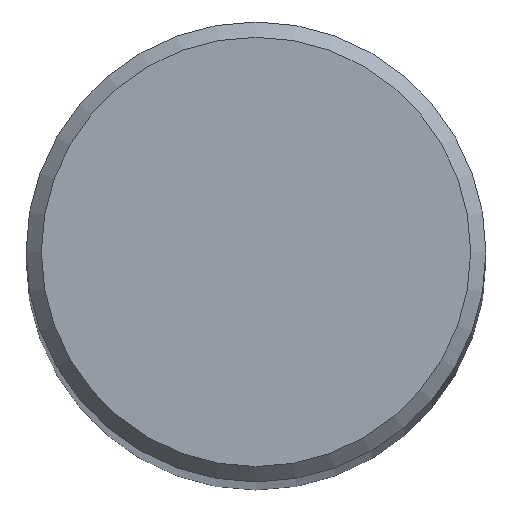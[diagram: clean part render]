
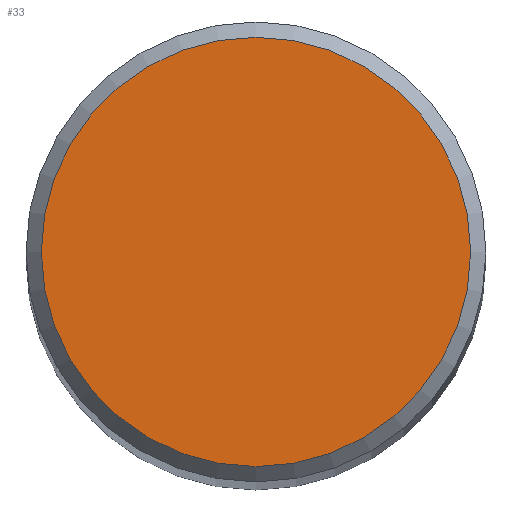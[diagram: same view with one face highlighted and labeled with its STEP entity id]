
A CAD part, top view. The second image highlights one B-rep face of the part: STEP entity #33.
In plain terms, the highlighted planar face has unit normal (0, 0, 1).
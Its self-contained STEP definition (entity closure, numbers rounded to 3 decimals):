
#29 = CARTESIAN_POINT ( 'NONE',  ( 0., 0., 38. ) ) ;
#31 = EDGE_LOOP ( 'NONE', ( #41 ) ) ;
#33 = ADVANCED_FACE ( 'NONE', ( #209 ), #162, .F. ) ;
#41 = ORIENTED_EDGE ( 'NONE', *, *, #207, .F. ) ;
#54 = DIRECTION ( 'NONE',  ( 0., 0., -1. ) ) ;
#113 = VERTEX_POINT ( 'NONE', #130 ) ;
#114 = AXIS2_PLACEMENT_3D ( 'NONE', #29, #196, #222 ) ;
#123 = DIRECTION ( 'NONE',  ( 0., 1., 0. ) ) ;
#130 = CARTESIAN_POINT ( 'NONE',  ( 0., 1.4, 38. ) ) ;
#162 = PLANE ( 'NONE',  #114 ) ;
#173 = CIRCLE ( 'NONE', #201, 1.4 ) ;
#196 = DIRECTION ( 'NONE',  ( 0., 0., -1. ) ) ;
#201 = AXIS2_PLACEMENT_3D ( 'NONE', #205, #54, #123 ) ;
#205 = CARTESIAN_POINT ( 'NONE',  ( 0., 0., 38. ) ) ;
#207 = EDGE_CURVE ( 'NONE', #113, #113, #173, .T. ) ;
#209 = FACE_OUTER_BOUND ( 'NONE', #31, .T. ) ;
#222 = DIRECTION ( 'NONE',  ( 0., 1., 0. ) ) ;
